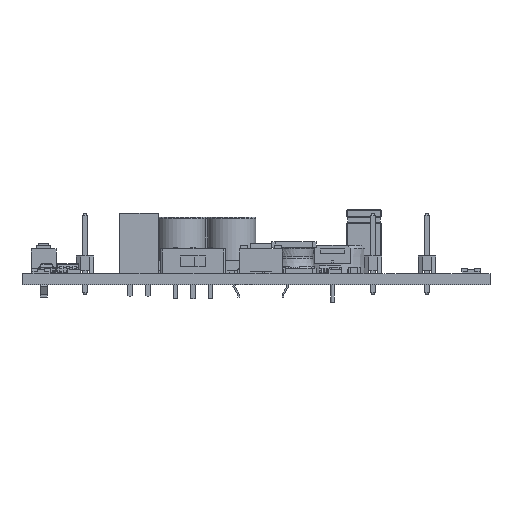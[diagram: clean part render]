
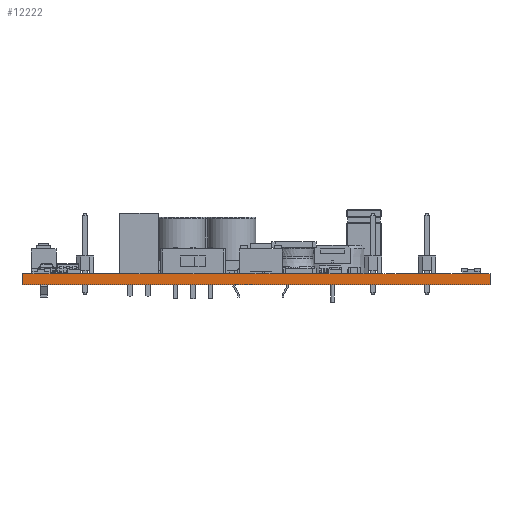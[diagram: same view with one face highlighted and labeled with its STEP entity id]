
A CAD part, front view. The second image highlights one B-rep face of the part: STEP entity #12222.
In plain terms, the highlighted planar face has unit normal (0, -1, 0).
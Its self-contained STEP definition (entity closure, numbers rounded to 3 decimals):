
#4528 = ORIENTED_EDGE ( 'NONE', *, *, #158578, .F. ) ;
#4676 = LINE ( 'NONE', #155167, #99659 ) ;
#7115 = LINE ( 'NONE', #67500, #104166 ) ;
#7253 = VECTOR ( 'NONE', #12046, 1000. ) ;
#11381 = FACE_OUTER_BOUND ( 'NONE', #27226, .T. ) ;
#12046 = DIRECTION ( 'NONE',  ( 1., 0., 0. ) ) ;
#12222 = ADVANCED_FACE ( 'NONE', ( #11381 ), #160521, .F. ) ;
#13637 = CARTESIAN_POINT ( 'NONE',  ( 66.04, 0., 1.575 ) ) ;
#17795 = VERTEX_POINT ( 'NONE', #63427 ) ;
#17940 = VERTEX_POINT ( 'NONE', #63940 ) ;
#20612 = AXIS2_PLACEMENT_3D ( 'NONE', #123219, #26154, #38670 ) ;
#23258 = VERTEX_POINT ( 'NONE', #109323 ) ;
#26154 = DIRECTION ( 'NONE',  ( 0., 1., 0. ) ) ;
#27226 = EDGE_LOOP ( 'NONE', ( #129701, #126798, #4528, #142273 ) ) ;
#31288 = VECTOR ( 'NONE', #127207, 1000. ) ;
#38670 = DIRECTION ( 'NONE',  ( 0., 0., 1. ) ) ;
#40511 = CARTESIAN_POINT ( 'NONE',  ( 66.04, 0., 1.575 ) ) ;
#63427 = CARTESIAN_POINT ( 'NONE',  ( 66.04, 0., 1.575 ) ) ;
#63940 = CARTESIAN_POINT ( 'NONE',  ( 66.04, 0., 0. ) ) ;
#67500 = CARTESIAN_POINT ( 'NONE',  ( 66.04, 0., 0. ) ) ;
#72290 = VERTEX_POINT ( 'NONE', #105185 ) ;
#88180 = EDGE_CURVE ( 'NONE', #72290, #17940, #7115, .T. ) ;
#96043 = EDGE_CURVE ( 'NONE', #23258, #72290, #4676, .T. ) ;
#99659 = VECTOR ( 'NONE', #104851, 1000. ) ;
#104166 = VECTOR ( 'NONE', #139527, 1000. ) ;
#104851 = DIRECTION ( 'NONE',  ( 0., 0., -1. ) ) ;
#105185 = CARTESIAN_POINT ( 'NONE',  ( 0., 0., 0. ) ) ;
#109323 = CARTESIAN_POINT ( 'NONE',  ( 0., 0., 1.575 ) ) ;
#112762 = LINE ( 'NONE', #40511, #31288 ) ;
#123219 = CARTESIAN_POINT ( 'NONE',  ( 66.04, 0., 1.575 ) ) ;
#126798 = ORIENTED_EDGE ( 'NONE', *, *, #160228, .F. ) ;
#127207 = DIRECTION ( 'NONE',  ( 0., 0., -1. ) ) ;
#129701 = ORIENTED_EDGE ( 'NONE', *, *, #88180, .T. ) ;
#139527 = DIRECTION ( 'NONE',  ( 1., 0., 0. ) ) ;
#142273 = ORIENTED_EDGE ( 'NONE', *, *, #96043, .T. ) ;
#146841 = LINE ( 'NONE', #13637, #7253 ) ;
#155167 = CARTESIAN_POINT ( 'NONE',  ( 0., 0., 1.575 ) ) ;
#158578 = EDGE_CURVE ( 'NONE', #23258, #17795, #146841, .T. ) ;
#160228 = EDGE_CURVE ( 'NONE', #17795, #17940, #112762, .T. ) ;
#160521 = PLANE ( 'NONE',  #20612 ) ;
